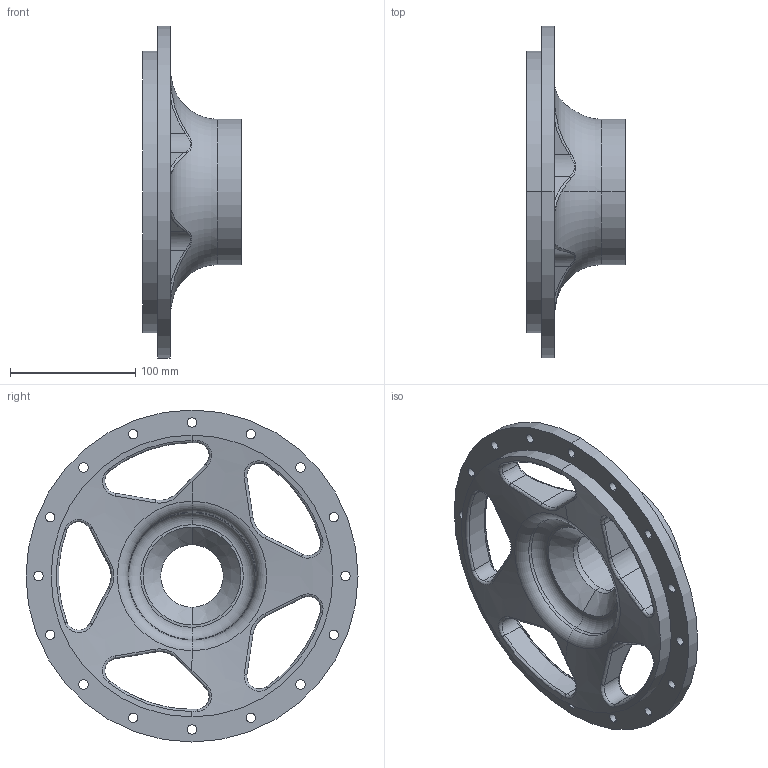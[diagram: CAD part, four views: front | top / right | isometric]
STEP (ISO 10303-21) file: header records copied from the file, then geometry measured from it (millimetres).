
FILE_DESCRIPTION (( 'STEP AP214' ), '1' );
FILE_NAME ('B198_03013001_B Moyeu de jante AV.STEP', '2022-02-15T13:29:47', ( '' ), ( '' ), 'SwSTEP 2.0', 'SolidWorks 2021', '' );
FILE_SCHEMA (( 'AUTOMOTIVE_DESIGN' ));
Length unit declared in the file: millimetre
Products named in the file (1): B198_03013001_B Moyeu de jante AV
Bounding box: 79 x 265 x 265 mm (x, y, z)
Volume: 921810.1 mm3; surface area: 174266.8 mm2
Topology: 1 solids, 1 shells, 250 faces, 595 edges, 364 vertices
Faces by surface type: cylinder 109, bspline 70, plane 36, torus 22, cone 13
Entity records: 12248 total; most frequent: CARTESIAN_POINT 6677, ORIENTED_EDGE 1190, DIRECTION 1115, EDGE_CURVE 595, AXIS2_PLACEMENT_3D 493, VERTEX_POINT 364, CIRCLE 312, EDGE_LOOP 311
